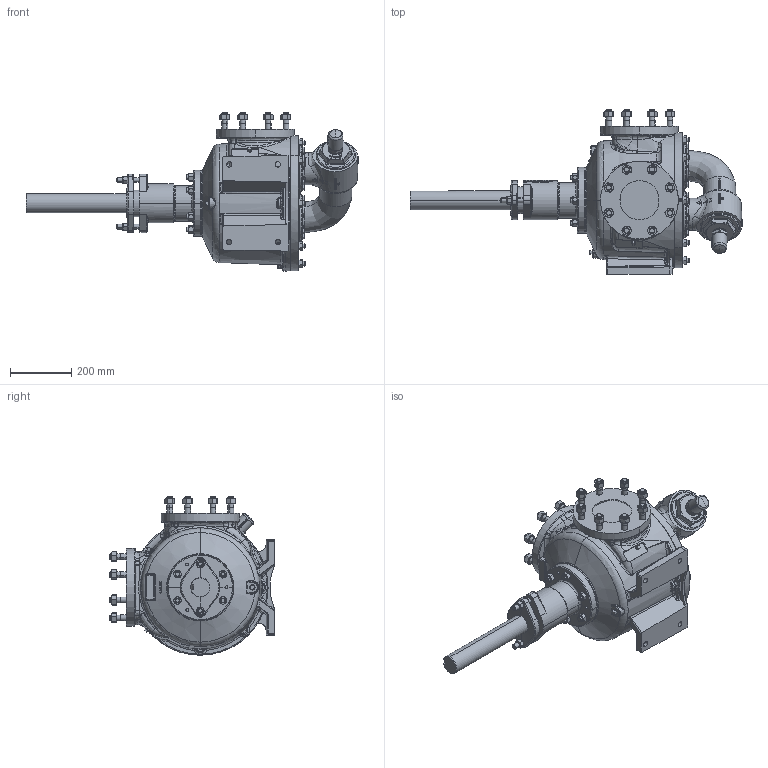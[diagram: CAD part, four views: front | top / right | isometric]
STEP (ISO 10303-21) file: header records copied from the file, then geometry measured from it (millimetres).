
FILE_DESCRIPTION (( 'STEP AP214' ), '1' );
FILE_NAME ('N32.STEP', '2016-12-20T16:20:03', ( '' ), ( '' ), 'SwSTEP 2.0', 'SolidWorks 2016', '' );
FILE_SCHEMA (( 'AUTOMOTIVE_DESIGN' ));
Length unit declared in the file: inch
Products named in the file (2): N32
Bounding box: 1083.21 x 536.58 x 516.68 mm (x, y, z)
Volume: 53121130.1 mm3; surface area: 1432305.6 mm2
Topology: 1 solids, 1 shells, 3304 faces, 7986 edges, 4844 vertices
Faces by surface type: plane 1043, bspline 872, cone 680, cylinder 482, torus 169, sphere 58
Entity records: 195568 total; most frequent: CARTESIAN_POINT 109404, ORIENTED_EDGE 15800, DIRECTION 11556, EDGE_CURVE 7900, VERTEX_POINT 4840, AXIS2_PLACEMENT_3D 4761, EDGE_LOOP 3576, FACE_OUTER_BOUND 3304
